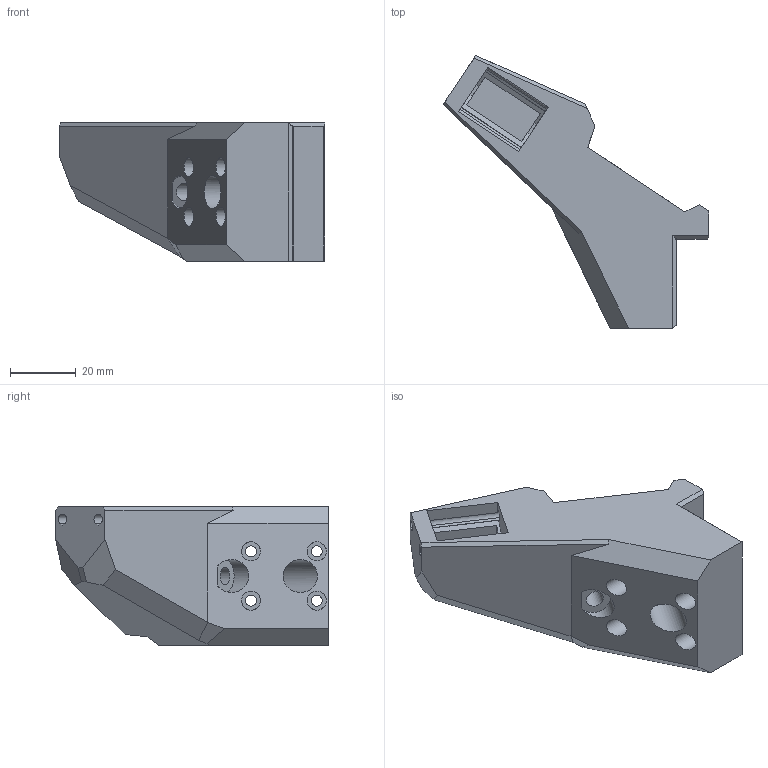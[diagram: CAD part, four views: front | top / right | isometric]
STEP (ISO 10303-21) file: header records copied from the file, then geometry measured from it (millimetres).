
FILE_DESCRIPTION(/* description */ (''),/* implementation_level */ '2;1');
FILE_NAME(/* name */ 'V-Core-heat-inset_bed_arm_right.step',/* time_stamp */ '2022-03-04T15:29:18+01:00',/* author */ (''),/* organization */ (''),/* preprocessor_version */ 'ST-DEVELOPER v18.1',/* originating_system */ 'Autodesk Translation Framework v10.13.0.1454',/* authorisation */ '');
FILE_SCHEMA (('AUTOMOTIVE_DESIGN { 1 0 10303 214 3 1 1 }'));
Length unit declared in the file: millimetre
Products named in the file (1): Essentials_V-Core-400_bed_arm_right
Bounding box: 80.81 x 82.86 x 42 mm (x, y, z)
Volume: 87950.6 mm3; surface area: 18042 mm2
Topology: 1 solids, 3 shells, 106 faces, 270 edges, 179 vertices
Faces by surface type: plane 79, cylinder 18, bspline 9
Full cylindrical faces by diameter (mm): 3.3 x6, 4.5 x2, 5.3 x2, 5.8 x4, 10 x1
Entity records: 3274 total; most frequent: CARTESIAN_POINT 655, ORIENTED_EDGE 540, DIRECTION 488, EDGE_CURVE 270, LINE 212, VECTOR 212, VERTEX_POINT 179, AXIS2_PLACEMENT_3D 138
